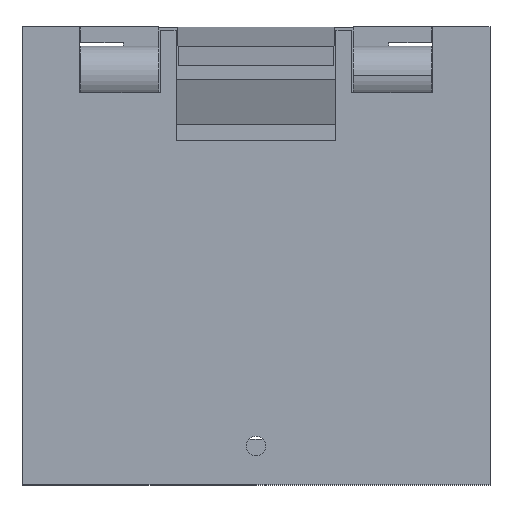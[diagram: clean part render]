
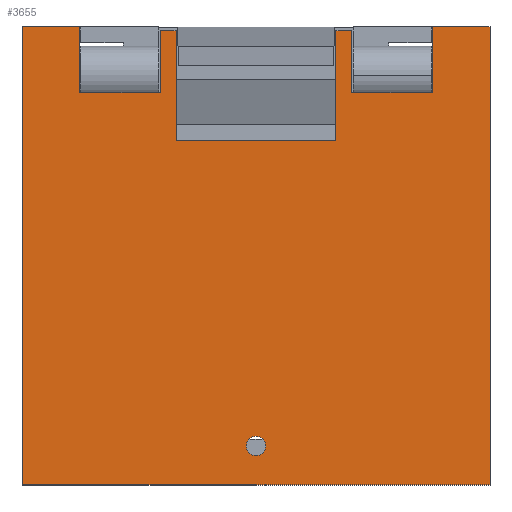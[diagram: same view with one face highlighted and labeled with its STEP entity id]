
A CAD part, top view. The second image highlights one B-rep face of the part: STEP entity #3655.
In plain terms, the highlighted planar face has unit normal (0, 0, 1).
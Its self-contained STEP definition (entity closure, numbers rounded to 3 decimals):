
#2 = EDGE_LOOP ( 'NONE', ( #1437, #1690 ) ) ;
#7 = EDGE_CURVE ( 'NONE', #425, #3982, #254, .T. ) ;
#10 = VERTEX_POINT ( 'NONE', #4141 ) ;
#13 = CARTESIAN_POINT ( 'NONE',  ( 0., -19., 3. ) ) ;
#40 = DIRECTION ( 'NONE',  ( -1., 0., 0. ) ) ;
#64 = DIRECTION ( 'NONE',  ( 0., -1., 0. ) ) ;
#76 = EDGE_CURVE ( 'NONE', #4101, #3071, #3893, .T. ) ;
#93 = CARTESIAN_POINT ( 'NONE',  ( -4.9, 2.3, 3. ) ) ;
#133 = EDGE_CURVE ( 'NONE', #2330, #1057, #3650, .T. ) ;
#176 = CARTESIAN_POINT ( 'NONE',  ( 9.05, -0.9, 3. ) ) ;
#192 = DIRECTION ( 'NONE',  ( 1., 0., 0. ) ) ;
#254 = LINE ( 'NONE', #1588, #2377 ) ;
#286 = EDGE_LOOP ( 'NONE', ( #1738, #693, #1340, #3983, #1461, #2991, #3583, #855, #2218, #1062, #3295, #2537, #3508, #871, #4100, #2183 ) ) ;
#374 = VECTOR ( 'NONE', #2033, 1000. ) ;
#425 = VERTEX_POINT ( 'NONE', #946 ) ;
#455 = VERTEX_POINT ( 'NONE', #2300 ) ;
#476 = CARTESIAN_POINT ( 'NONE',  ( 4.1, -3.351, 3. ) ) ;
#484 = LINE ( 'NONE', #1817, #3408 ) ;
#502 = LINE ( 'NONE', #1837, #863 ) ;
#509 = LINE ( 'NONE', #1845, #4118 ) ;
#523 = LINE ( 'NONE', #1859, #1225 ) ;
#603 = VECTOR ( 'NONE', #903, 1000. ) ;
#628 = EDGE_CURVE ( 'NONE', #455, #2072, #484, .T. ) ;
#693 = ORIENTED_EDGE ( 'NONE', *, *, #1889, .F. ) ;
#697 = CARTESIAN_POINT ( 'NONE',  ( 0., 2.5, 3. ) ) ;
#704 = LINE ( 'NONE', #2042, #3197 ) ;
#815 = CARTESIAN_POINT ( 'NONE',  ( 4.9, -9.25, 3. ) ) ;
#849 = DIRECTION ( 'NONE',  ( 0., -1., 0. ) ) ;
#855 = ORIENTED_EDGE ( 'NONE', *, *, #1725, .T. ) ;
#863 = VECTOR ( 'NONE', #3125, 1000. ) ;
#871 = ORIENTED_EDGE ( 'NONE', *, *, #2006, .T. ) ;
#903 = DIRECTION ( 'NONE',  ( 1., 0., 0. ) ) ;
#934 = CARTESIAN_POINT ( 'NONE',  ( 0., -19., 3. ) ) ;
#944 = CARTESIAN_POINT ( 'NONE',  ( 0., -0.9, 3. ) ) ;
#946 = CARTESIAN_POINT ( 'NONE',  ( -4.9, -0.9, 3. ) ) ;
#952 = CARTESIAN_POINT ( 'NONE',  ( 0., -0.9, 3. ) ) ;
#1012 = AXIS2_PLACEMENT_3D ( 'NONE', #1850, #3141, #192 ) ;
#1057 = VERTEX_POINT ( 'NONE', #1327 ) ;
#1062 = ORIENTED_EDGE ( 'NONE', *, *, #3757, .F. ) ;
#1073 = LINE ( 'NONE', #2407, #2995 ) ;
#1133 = FACE_OUTER_BOUND ( 'NONE', #286, .T. ) ;
#1186 = VECTOR ( 'NONE', #2289, 1000. ) ;
#1222 = EDGE_CURVE ( 'NONE', #2072, #2874, #509, .T. ) ;
#1225 = VECTOR ( 'NONE', #3148, 1000. ) ;
#1324 = CARTESIAN_POINT ( 'NONE',  ( 4.9, 2.3, 3. ) ) ;
#1327 = CARTESIAN_POINT ( 'NONE',  ( -9.05, 2.5, 3. ) ) ;
#1338 = DIRECTION ( 'NONE',  ( 0., 0., 1. ) ) ;
#1340 = ORIENTED_EDGE ( 'NONE', *, *, #7, .F. ) ;
#1356 = VECTOR ( 'NONE', #64, 1000. ) ;
#1372 = AXIS2_PLACEMENT_3D ( 'NONE', #13, #1338, #2639 ) ;
#1437 = ORIENTED_EDGE ( 'NONE', *, *, #3824, .F. ) ;
#1461 = ORIENTED_EDGE ( 'NONE', *, *, #1820, .F. ) ;
#1488 = EDGE_CURVE ( 'NONE', #3071, #2225, #523, .T. ) ;
#1517 = CARTESIAN_POINT ( 'NONE',  ( 4.9, -0.9, 3. ) ) ;
#1524 = CARTESIAN_POINT ( 'NONE',  ( 12., 2.5, 3. ) ) ;
#1588 = CARTESIAN_POINT ( 'NONE',  ( -4.9, -9.25, 3. ) ) ;
#1611 = LINE ( 'NONE', #2904, #2512 ) ;
#1651 = VERTEX_POINT ( 'NONE', #3619 ) ;
#1672 = EDGE_CURVE ( 'NONE', #1651, #3662, #704, .T. ) ;
#1681 = EDGE_CURVE ( 'NONE', #2330, #3518, #1729, .T. ) ;
#1690 = ORIENTED_EDGE ( 'NONE', *, *, #2924, .F. ) ;
#1697 = LINE ( 'NONE', #2988, #2117 ) ;
#1725 = EDGE_CURVE ( 'NONE', #3518, #1651, #1073, .T. ) ;
#1729 = LINE ( 'NONE', #3022, #1356 ) ;
#1732 = CIRCLE ( 'NONE', #4072, 0.5 ) ;
#1738 = ORIENTED_EDGE ( 'NONE', *, *, #3060, .F. ) ;
#1817 = CARTESIAN_POINT ( 'NONE',  ( 0., -3.351, 3. ) ) ;
#1820 = EDGE_CURVE ( 'NONE', #1057, #3393, #2499, .T. ) ;
#1837 = CARTESIAN_POINT ( 'NONE',  ( -4.1, -9.25, 3. ) ) ;
#1845 = CARTESIAN_POINT ( 'NONE',  ( 4.1, -9.25, 3. ) ) ;
#1850 = CARTESIAN_POINT ( 'NONE',  ( -12., 2.5, 3. ) ) ;
#1859 = CARTESIAN_POINT ( 'NONE',  ( 9.05, -9.25, 3. ) ) ;
#1889 = EDGE_CURVE ( 'NONE', #3982, #2759, #1611, .T. ) ;
#1966 = VERTEX_POINT ( 'NONE', #2003 ) ;
#2003 = CARTESIAN_POINT ( 'NONE',  ( -0.5, -19., 3. ) ) ;
#2006 = EDGE_CURVE ( 'NONE', #3894, #2874, #1697, .T. ) ;
#2033 = DIRECTION ( 'NONE',  ( 1., 0., 0. ) ) ;
#2042 = CARTESIAN_POINT ( 'NONE',  ( 12., -9.25, 3. ) ) ;
#2072 = VERTEX_POINT ( 'NONE', #476 ) ;
#2117 = VECTOR ( 'NONE', #40, 1000. ) ;
#2151 = DIRECTION ( 'NONE',  ( 0., -1., 0. ) ) ;
#2183 = ORIENTED_EDGE ( 'NONE', *, *, #628, .F. ) ;
#2218 = ORIENTED_EDGE ( 'NONE', *, *, #1672, .T. ) ;
#2225 = VERTEX_POINT ( 'NONE', #4203 ) ;
#2239 = CARTESIAN_POINT ( 'NONE',  ( -4.1, 2.3, 3. ) ) ;
#2269 = DIRECTION ( 'NONE',  ( 0., 0., 1. ) ) ;
#2278 = DIRECTION ( 'NONE',  ( 1., 0., 0. ) ) ;
#2289 = DIRECTION ( 'NONE',  ( 1., 0., 0. ) ) ;
#2300 = CARTESIAN_POINT ( 'NONE',  ( -4.1, -3.351, 3. ) ) ;
#2330 = VERTEX_POINT ( 'NONE', #3897 ) ;
#2377 = VECTOR ( 'NONE', #2884, 1000. ) ;
#2386 = VECTOR ( 'NONE', #849, 1000. ) ;
#2407 = CARTESIAN_POINT ( 'NONE',  ( 0., -21., 3. ) ) ;
#2460 = PLANE ( 'NONE',  #1012 ) ;
#2499 = LINE ( 'NONE', #3789, #2386 ) ;
#2512 = VECTOR ( 'NONE', #4161, 1000. ) ;
#2537 = ORIENTED_EDGE ( 'NONE', *, *, #76, .F. ) ;
#2552 = LINE ( 'NONE', #3840, #603 ) ;
#2621 = CARTESIAN_POINT ( 'NONE',  ( 4.1, 2.3, 3. ) ) ;
#2639 = DIRECTION ( 'NONE',  ( -1., 0., 0. ) ) ;
#2670 = VECTOR ( 'NONE', #2278, 1000. ) ;
#2759 = VERTEX_POINT ( 'NONE', #2239 ) ;
#2874 = VERTEX_POINT ( 'NONE', #2621 ) ;
#2884 = DIRECTION ( 'NONE',  ( 0., 1., 0. ) ) ;
#2904 = CARTESIAN_POINT ( 'NONE',  ( -4.5, 2.3, 3. ) ) ;
#2924 = EDGE_CURVE ( 'NONE', #10, #1966, #3211, .T. ) ;
#2971 = CARTESIAN_POINT ( 'NONE',  ( -12., -21., 3. ) ) ;
#2988 = CARTESIAN_POINT ( 'NONE',  ( 4.5, 2.3, 3. ) ) ;
#2991 = ORIENTED_EDGE ( 'NONE', *, *, #133, .F. ) ;
#2995 = VECTOR ( 'NONE', #3699, 1000. ) ;
#3022 = CARTESIAN_POINT ( 'NONE',  ( -12., -9.25, 3. ) ) ;
#3060 = EDGE_CURVE ( 'NONE', #2759, #455, #502, .T. ) ;
#3071 = VERTEX_POINT ( 'NONE', #176 ) ;
#3106 = DIRECTION ( 'NONE',  ( 1., 0., 0. ) ) ;
#3119 = CARTESIAN_POINT ( 'NONE',  ( -9.05, -0.9, 3. ) ) ;
#3125 = DIRECTION ( 'NONE',  ( 0., -1., 0. ) ) ;
#3138 = DIRECTION ( 'NONE',  ( 0., 1., 0. ) ) ;
#3141 = DIRECTION ( 'NONE',  ( 0., 0., -1. ) ) ;
#3148 = DIRECTION ( 'NONE',  ( 0., 1., 0. ) ) ;
#3182 = EDGE_CURVE ( 'NONE', #3393, #425, #3878, .T. ) ;
#3197 = VECTOR ( 'NONE', #3345, 1000. ) ;
#3211 = CIRCLE ( 'NONE', #1372, 0.5 ) ;
#3295 = ORIENTED_EDGE ( 'NONE', *, *, #1488, .F. ) ;
#3345 = DIRECTION ( 'NONE',  ( 0., 1., 0. ) ) ;
#3380 = EDGE_CURVE ( 'NONE', #3894, #4101, #3760, .T. ) ;
#3393 = VERTEX_POINT ( 'NONE', #3119 ) ;
#3408 = VECTOR ( 'NONE', #3106, 1000. ) ;
#3508 = ORIENTED_EDGE ( 'NONE', *, *, #3380, .F. ) ;
#3518 = VERTEX_POINT ( 'NONE', #2971 ) ;
#3566 = DIRECTION ( 'NONE',  ( -1., 0., 0. ) ) ;
#3583 = ORIENTED_EDGE ( 'NONE', *, *, #1681, .T. ) ;
#3619 = CARTESIAN_POINT ( 'NONE',  ( 12., -21., 3. ) ) ;
#3650 = LINE ( 'NONE', #697, #374 ) ;
#3655 = ADVANCED_FACE ( 'NONE', ( #4044, #1133 ), #2460, .F. ) ;
#3662 = VERTEX_POINT ( 'NONE', #1524 ) ;
#3699 = DIRECTION ( 'NONE',  ( 1., 0., 0. ) ) ;
#3757 = EDGE_CURVE ( 'NONE', #2225, #3662, #2552, .T. ) ;
#3760 = LINE ( 'NONE', #815, #3810 ) ;
#3789 = CARTESIAN_POINT ( 'NONE',  ( -9.05, -9.25, 3. ) ) ;
#3810 = VECTOR ( 'NONE', #2151, 1000. ) ;
#3824 = EDGE_CURVE ( 'NONE', #1966, #10, #1732, .T. ) ;
#3840 = CARTESIAN_POINT ( 'NONE',  ( 0., 2.5, 3. ) ) ;
#3878 = LINE ( 'NONE', #944, #2670 ) ;
#3893 = LINE ( 'NONE', #952, #1186 ) ;
#3894 = VERTEX_POINT ( 'NONE', #1324 ) ;
#3897 = CARTESIAN_POINT ( 'NONE',  ( -12., 2.5, 3. ) ) ;
#3982 = VERTEX_POINT ( 'NONE', #93 ) ;
#3983 = ORIENTED_EDGE ( 'NONE', *, *, #3182, .F. ) ;
#4044 = FACE_BOUND ( 'NONE', #2, .T. ) ;
#4072 = AXIS2_PLACEMENT_3D ( 'NONE', #934, #2269, #3566 ) ;
#4100 = ORIENTED_EDGE ( 'NONE', *, *, #1222, .F. ) ;
#4101 = VERTEX_POINT ( 'NONE', #1517 ) ;
#4118 = VECTOR ( 'NONE', #3138, 1000. ) ;
#4141 = CARTESIAN_POINT ( 'NONE',  ( 0.5, -19., 3. ) ) ;
#4161 = DIRECTION ( 'NONE',  ( 1., 0., 0. ) ) ;
#4203 = CARTESIAN_POINT ( 'NONE',  ( 9.05, 2.5, 3. ) ) ;
